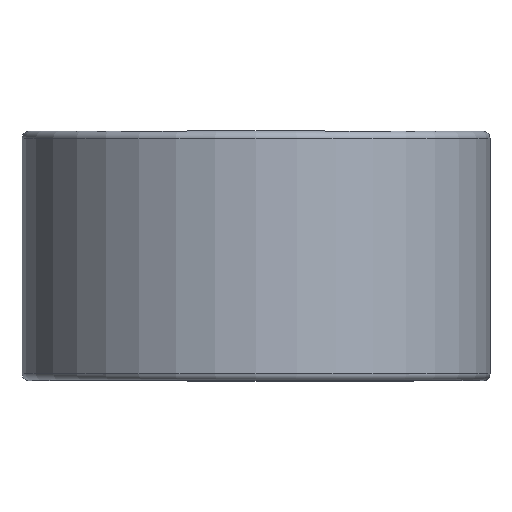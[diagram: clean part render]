
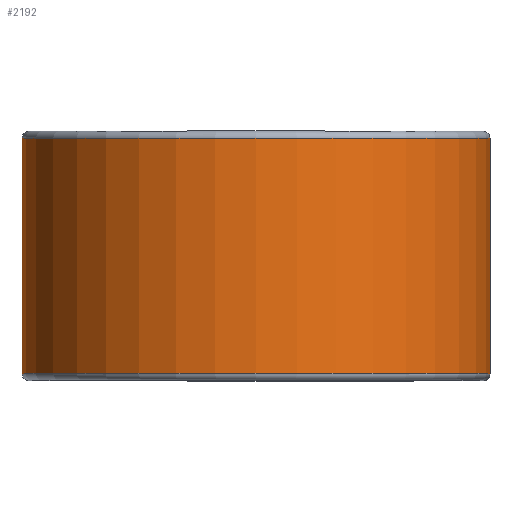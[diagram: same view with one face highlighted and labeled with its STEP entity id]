
A CAD part, top view. The second image highlights one B-rep face of the part: STEP entity #2192.
In plain terms, the highlighted cylindrical face has radius 25.337 mm (diameter 50.673 mm), a partial arc.
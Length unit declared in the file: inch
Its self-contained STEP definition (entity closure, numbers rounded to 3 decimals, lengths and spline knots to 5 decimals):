
#15 = AXIS2_PLACEMENT_3D ( 'NONE', #76, #221, #2335 ) ;
#31 = DIRECTION ( 'NONE',  ( 0., -1., 0. ) ) ;
#76 = CARTESIAN_POINT ( 'NONE',  ( 0., -0.50125, 0. ) ) ;
#81 = CARTESIAN_POINT ( 'NONE',  ( 0.9975, -0.50125, 0. ) ) ;
#120 = CARTESIAN_POINT ( 'NONE',  ( 0., -0.50125, -0.9975 ) ) ;
#128 = CARTESIAN_POINT ( 'NONE',  ( 0., 0.50125, 0. ) ) ;
#140 = DIRECTION ( 'NONE',  ( 0., -1., 0. ) ) ;
#165 = DIRECTION ( 'NONE',  ( 0., 0., -1. ) ) ;
#166 = AXIS2_PLACEMENT_3D ( 'NONE', #128, #140, #165 ) ;
#197 = ORIENTED_EDGE ( 'NONE', *, *, #524, .F. ) ;
#214 = DIRECTION ( 'NONE',  ( 0., 1., 0. ) ) ;
#218 = VERTEX_POINT ( 'NONE', #2350 ) ;
#221 = DIRECTION ( 'NONE',  ( 0., -1., 0. ) ) ;
#363 = EDGE_CURVE ( 'NONE', #1492, #218, #659, .T. ) ;
#411 = VERTEX_POINT ( 'NONE', #120 ) ;
#524 = EDGE_CURVE ( 'NONE', #1156, #411, #980, .T. ) ;
#595 = CARTESIAN_POINT ( 'NONE',  ( 0., 0.5, 0. ) ) ;
#659 = CIRCLE ( 'NONE', #166, 0.9975 ) ;
#759 = VECTOR ( 'NONE', #214, 39.37008 ) ;
#764 = LINE ( 'NONE', #1368, #759 ) ;
#793 = EDGE_LOOP ( 'NONE', ( #1017, #2298, #2193, #197 ) ) ;
#799 = EDGE_CURVE ( 'NONE', #411, #218, #2296, .T. ) ;
#871 = CARTESIAN_POINT ( 'NONE',  ( 0.9975, 0.50125, 0. ) ) ;
#980 = CIRCLE ( 'NONE', #15, 0.9975 ) ;
#1017 = ORIENTED_EDGE ( 'NONE', *, *, #1697, .T. ) ;
#1027 = FACE_OUTER_BOUND ( 'NONE', #793, .T. ) ;
#1151 = CYLINDRICAL_SURFACE ( 'NONE', #1271, 0.9975 ) ;
#1156 = VERTEX_POINT ( 'NONE', #81 ) ;
#1271 = AXIS2_PLACEMENT_3D ( 'NONE', #595, #31, #1915 ) ;
#1368 = CARTESIAN_POINT ( 'NONE',  ( 0.9975, 0.50125, 0. ) ) ;
#1492 = VERTEX_POINT ( 'NONE', #871 ) ;
#1556 = DIRECTION ( 'NONE',  ( 0., 1., 0. ) ) ;
#1574 = CARTESIAN_POINT ( 'NONE',  ( 0., 0.50125, -0.9975 ) ) ;
#1697 = EDGE_CURVE ( 'NONE', #1156, #1492, #764, .T. ) ;
#1915 = DIRECTION ( 'NONE',  ( 0., 0., -1. ) ) ;
#2192 = ADVANCED_FACE ( 'NONE', ( #1027 ), #1151, .T. ) ;
#2193 = ORIENTED_EDGE ( 'NONE', *, *, #799, .F. ) ;
#2276 = VECTOR ( 'NONE', #1556, 39.37008 ) ;
#2296 = LINE ( 'NONE', #1574, #2276 ) ;
#2298 = ORIENTED_EDGE ( 'NONE', *, *, #363, .T. ) ;
#2335 = DIRECTION ( 'NONE',  ( 0., 0., -1. ) ) ;
#2350 = CARTESIAN_POINT ( 'NONE',  ( 0., 0.50125, -0.9975 ) ) ;
